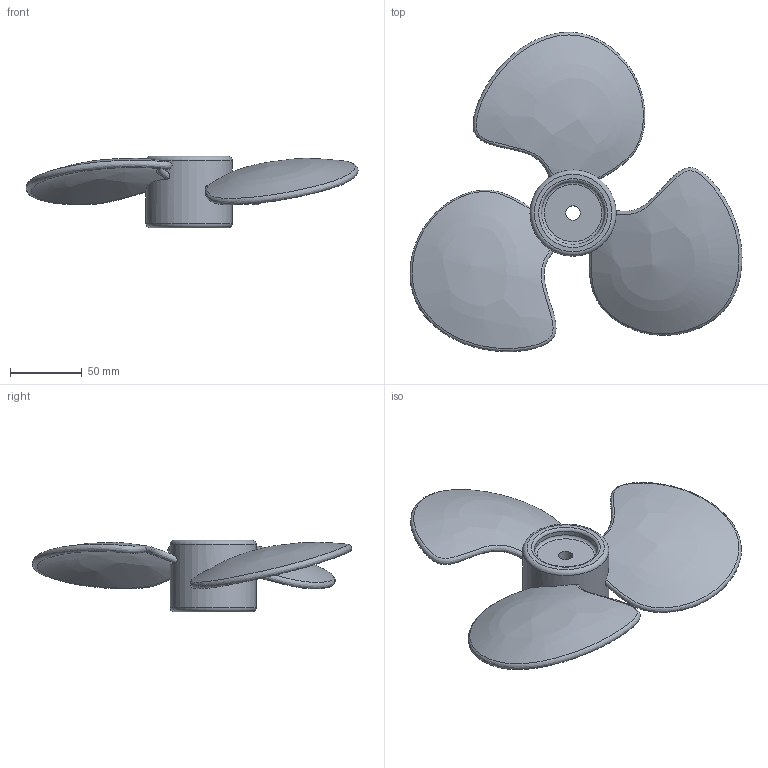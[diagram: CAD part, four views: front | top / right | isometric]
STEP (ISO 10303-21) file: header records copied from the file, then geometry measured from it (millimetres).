
FILE_DESCRIPTION(/* description */ (''),/* implementation_level */ '2;1');
FILE_NAME(/* name */ 'wiatraczek.stp',/* time_stamp */ '2017-11-16T22:11:36+01:00',/* author */ ('Natalka'),/* organization */ (''),/* preprocessor_version */ 'ST-DEVELOPER v16.13',/* originating_system */ 'Autodesk Inventor 2018',/* authorisation */ '');
FILE_SCHEMA (('AUTOMOTIVE_DESIGN { 1 0 10303 214 3 1 1 }'));
Length unit declared in the file: millimetre
Products named in the file (1): wiatraczek
Bounding box: 231.3 x 222.51 x 50 mm (x, y, z)
Volume: 233349.5 mm3; surface area: 77271.7 mm2
Topology: 1 solids, 1 shells, 23 faces, 42 edges, 26 vertices
Faces by surface type: bspline 9, torus 6, cylinder 4, plane 4
Full cylindrical faces by diameter (mm): 10 x1, 36 x1, 44 x1, 60 x1
Entity records: 2502 total; most frequent: CARTESIAN_POINT 2092, ORIENTED_EDGE 64, DIRECTION 58, EDGE_LOOP 40, EDGE_CURVE 32, AXIS2_PLACEMENT_3D 29, VERTEX_POINT 26, FACE_OUTER_BOUND 23
